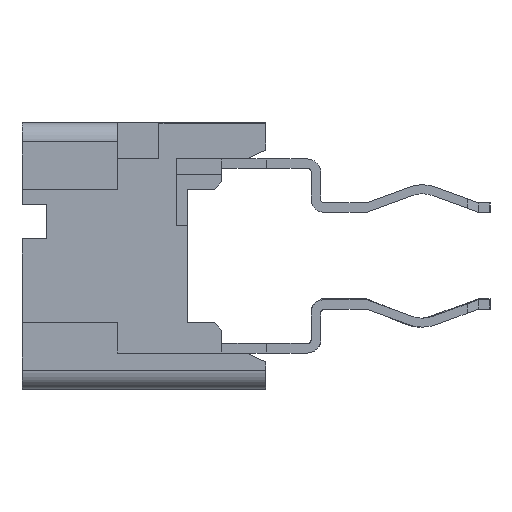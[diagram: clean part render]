
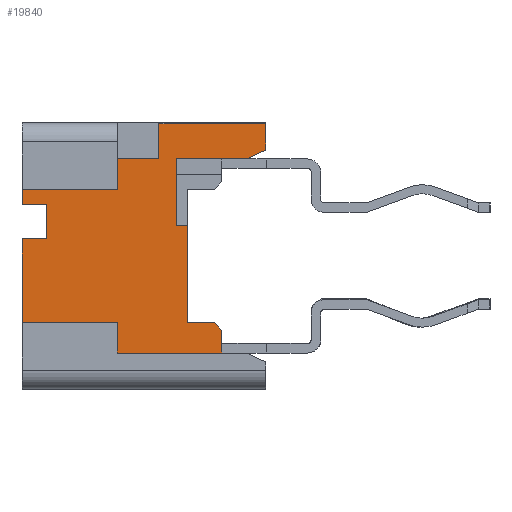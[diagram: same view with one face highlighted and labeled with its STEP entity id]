
A CAD part, left-side view. The second image highlights one B-rep face of the part: STEP entity #19840.
In plain terms, the highlighted planar face has unit normal (-1, 0, 0).
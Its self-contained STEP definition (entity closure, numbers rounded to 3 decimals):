
#27=DIRECTION('',(0.,0.,-1.));
#28=VECTOR('',#27,0.694);
#29=CARTESIAN_POINT('',(-12.335,0.,3.477));
#30=LINE('',#29,#28);
#89=DIRECTION('',(0.,1.,0.));
#90=VECTOR('',#89,0.7);
#91=CARTESIAN_POINT('',(-12.335,1.35,-1.75));
#92=LINE('',#91,#90);
#241=DIRECTION('',(0.,0.,1.));
#242=VECTOR('',#241,0.927);
#243=CARTESIAN_POINT('',(-12.335,2.8,2.55));
#244=LINE('',#243,#242);
#245=DIRECTION('',(0.,-1.,0.));
#246=VECTOR('',#245,2.8);
#247=CARTESIAN_POINT('',(-12.335,2.8,3.477));
#248=LINE('',#247,#246);
#249=DIRECTION('',(0.,0.,-1.));
#250=VECTOR('',#249,1.75);
#251=CARTESIAN_POINT('',(-12.335,2.35,2.55));
#252=LINE('',#251,#250);
#253=DIRECTION('',(0.,1.,0.));
#254=VECTOR('',#253,0.3);
#255=CARTESIAN_POINT('',(-12.335,2.05,0.8));
#256=LINE('',#255,#254);
#257=DIRECTION('',(0.,0.,-1.));
#258=VECTOR('',#257,2.55);
#259=CARTESIAN_POINT('',(-12.335,2.05,0.8));
#260=LINE('',#259,#258);
#261=DIRECTION('',(0.,-1.,0.));
#262=VECTOR('',#261,2.75);
#263=CARTESIAN_POINT('',(-12.335,3.9,-2.55));
#264=LINE('',#263,#262);
#265=DIRECTION('',(0.,0.,-1.));
#266=VECTOR('',#265,0.8);
#267=CARTESIAN_POINT('',(-12.335,3.9,-1.75));
#268=LINE('',#267,#266);
#269=DIRECTION('',(0.,1.,0.));
#270=VECTOR('',#269,2.5);
#271=CARTESIAN_POINT('',(-12.335,3.9,-1.75));
#272=LINE('',#271,#270);
#273=DIRECTION('',(0.,-1.,0.));
#274=VECTOR('',#273,0.65);
#275=CARTESIAN_POINT('',(-12.335,6.4,0.45));
#276=LINE('',#275,#274);
#277=DIRECTION('',(0.,0.,-1.));
#278=VECTOR('',#277,0.9);
#279=CARTESIAN_POINT('',(-12.335,5.75,1.35));
#280=LINE('',#279,#278);
#281=DIRECTION('',(0.,-1.,0.));
#282=VECTOR('',#281,0.65);
#283=CARTESIAN_POINT('',(-12.335,6.4,1.35));
#284=LINE('',#283,#282);
#285=DIRECTION('',(0.,-1.,0.));
#286=VECTOR('',#285,1.1);
#287=CARTESIAN_POINT('',(-12.335,3.9,2.55));
#288=LINE('',#287,#286);
#328=DIRECTION('',(0.,0.,-1.));
#329=VECTOR('',#328,0.8);
#330=CARTESIAN_POINT('',(-12.335,3.9,2.55));
#331=LINE('',#330,#329);
#624=DIRECTION('',(0.,0.,-1.));
#625=VECTOR('',#624,0.6);
#626=CARTESIAN_POINT('',(-12.335,1.15,-1.95));
#627=LINE('',#626,#625);
#836=DIRECTION('',(0.,-0.707,-0.707));
#837=VECTOR('',#836,0.283);
#838=CARTESIAN_POINT('',(-12.335,1.35,-1.75));
#839=LINE('',#838,#837);
#2639=DIRECTION('',(0.,1.,0.));
#2640=VECTOR('',#2639,2.5);
#2641=CARTESIAN_POINT('',(-12.335,3.9,1.75));
#2642=LINE('',#2641,#2640);
#2835=DIRECTION('',(0.,1.,0.));
#2836=VECTOR('',#2835,1.85);
#2837=CARTESIAN_POINT('',(-12.335,0.5,2.55));
#2838=LINE('',#2837,#2836);
#3821=DIRECTION('',(0.,0.906,-0.423));
#3822=VECTOR('',#3821,0.552);
#3823=CARTESIAN_POINT('',(-12.335,0.,2.783));
#3824=LINE('',#3823,#3822);
#3881=DIRECTION('',(0.,0.,1.));
#3882=VECTOR('',#3881,2.2);
#3883=CARTESIAN_POINT('',(-12.335,6.4,-1.75));
#3884=LINE('',#3883,#3882);
#3973=DIRECTION('',(0.,0.,1.));
#3974=VECTOR('',#3973,0.4);
#3975=CARTESIAN_POINT('',(-12.335,6.4,1.35));
#3976=LINE('',#3975,#3974);
#14867=CARTESIAN_POINT('',(-12.335,6.4,-1.75));
#14868=VERTEX_POINT('',#14867);
#14869=CARTESIAN_POINT('',(-12.335,6.4,1.75));
#14871=VERTEX_POINT('',#14869);
#14891=CARTESIAN_POINT('',(-12.335,6.4,0.45));
#14893=VERTEX_POINT('',#14891);
#14895=CARTESIAN_POINT('',(-12.335,6.4,1.35));
#14896=CARTESIAN_POINT('',(-12.335,5.75,1.35));
#14897=VERTEX_POINT('',#14895);
#14898=VERTEX_POINT('',#14896);
#14899=CARTESIAN_POINT('',(-12.335,5.75,0.45));
#14900=VERTEX_POINT('',#14899);
#15013=CARTESIAN_POINT('',(-12.335,3.9,-1.75));
#15014=VERTEX_POINT('',#15013);
#15015=CARTESIAN_POINT('',(-12.335,3.9,-2.55));
#15016=VERTEX_POINT('',#15015);
#15149=CARTESIAN_POINT('',(-12.335,2.05,0.8));
#15150=CARTESIAN_POINT('',(-12.335,2.05,-1.75));
#15151=VERTEX_POINT('',#15149);
#15152=VERTEX_POINT('',#15150);
#15411=CARTESIAN_POINT('',(-12.335,0.,3.477));
#15412=CARTESIAN_POINT('',(-12.335,0.,2.783));
#15413=VERTEX_POINT('',#15411);
#15414=VERTEX_POINT('',#15412);
#15443=CARTESIAN_POINT('',(-12.335,2.35,0.8));
#15444=VERTEX_POINT('',#15443);
#15451=CARTESIAN_POINT('',(-12.335,1.35,-1.75));
#15452=VERTEX_POINT('',#15451);
#15453=CARTESIAN_POINT('',(-12.335,1.15,-1.95));
#15454=VERTEX_POINT('',#15453);
#15455=CARTESIAN_POINT('',(-12.335,1.15,-2.55));
#15456=VERTEX_POINT('',#15455);
#15545=CARTESIAN_POINT('',(-12.335,3.9,2.55));
#15546=VERTEX_POINT('',#15545);
#15547=CARTESIAN_POINT('',(-12.335,2.8,2.55));
#15548=VERTEX_POINT('',#15547);
#15550=CARTESIAN_POINT('',(-12.335,3.9,1.75));
#15552=VERTEX_POINT('',#15550);
#15553=CARTESIAN_POINT('',(-12.335,0.5,2.55));
#15554=VERTEX_POINT('',#15553);
#15555=CARTESIAN_POINT('',(-12.335,2.35,2.55));
#15556=VERTEX_POINT('',#15555);
#15557=CARTESIAN_POINT('',(-12.335,2.8,3.477));
#15558=VERTEX_POINT('',#15557);
#19793=CARTESIAN_POINT('',(-12.335,0.,-1.75));
#19794=DIRECTION('',(-1.,0.,0.));
#19795=DIRECTION('',(0.,0.,1.));
#19796=AXIS2_PLACEMENT_3D('',#19793,#19794,#19795);
#19797=PLANE('',#19796);
#19799=ORIENTED_EDGE('',*,*,#19798,.T.);
#19801=ORIENTED_EDGE('',*,*,#19800,.T.);
#19802=ORIENTED_EDGE('',*,*,#19552,.T.);
#19804=ORIENTED_EDGE('',*,*,#19803,.T.);
#19806=ORIENTED_EDGE('',*,*,#19805,.T.);
#19808=ORIENTED_EDGE('',*,*,#19807,.T.);
#19810=ORIENTED_EDGE('',*,*,#19809,.F.);
#19812=ORIENTED_EDGE('',*,*,#19811,.T.);
#19813=ORIENTED_EDGE('',*,*,#19642,.F.);
#19815=ORIENTED_EDGE('',*,*,#19814,.T.);
#19817=ORIENTED_EDGE('',*,*,#19816,.T.);
#19819=ORIENTED_EDGE('',*,*,#19818,.F.);
#19820=ORIENTED_EDGE('',*,*,#19596,.F.);
#19821=ORIENTED_EDGE('',*,*,#19608,.T.);
#19823=ORIENTED_EDGE('',*,*,#19822,.T.);
#19825=ORIENTED_EDGE('',*,*,#19824,.T.);
#19827=ORIENTED_EDGE('',*,*,#19826,.F.);
#19829=ORIENTED_EDGE('',*,*,#19828,.F.);
#19831=ORIENTED_EDGE('',*,*,#19830,.T.);
#19833=ORIENTED_EDGE('',*,*,#19832,.F.);
#19835=ORIENTED_EDGE('',*,*,#19834,.F.);
#19837=ORIENTED_EDGE('',*,*,#19836,.T.);
#19838=EDGE_LOOP('',(#19799,#19801,#19802,#19804,#19806,#19808,#19810,#19812,
#19813,#19815,#19817,#19819,#19820,#19821,#19823,#19825,#19827,#19829,#19831,
#19833,#19835,#19837));
#19839=FACE_OUTER_BOUND('',#19838,.F.);
#19840=ADVANCED_FACE('',(#19839),#19797,.T.);
#19552=EDGE_CURVE('',#15413,#15414,#30,.T.);
#19596=EDGE_CURVE('',#15014,#15016,#268,.T.);
#19608=EDGE_CURVE('',#15014,#14868,#272,.T.);
#19642=EDGE_CURVE('',#15452,#15152,#92,.T.);
#19798=EDGE_CURVE('',#15548,#15558,#244,.T.);
#19800=EDGE_CURVE('',#15558,#15413,#248,.T.);
#19803=EDGE_CURVE('',#15414,#15554,#3824,.T.);
#19805=EDGE_CURVE('',#15554,#15556,#2838,.T.);
#19807=EDGE_CURVE('',#15556,#15444,#252,.T.);
#19809=EDGE_CURVE('',#15151,#15444,#256,.T.);
#19811=EDGE_CURVE('',#15151,#15152,#260,.T.);
#19814=EDGE_CURVE('',#15452,#15454,#839,.T.);
#19816=EDGE_CURVE('',#15454,#15456,#627,.T.);
#19818=EDGE_CURVE('',#15016,#15456,#264,.T.);
#19822=EDGE_CURVE('',#14868,#14893,#3884,.T.);
#19824=EDGE_CURVE('',#14893,#14900,#276,.T.);
#19826=EDGE_CURVE('',#14898,#14900,#280,.T.);
#19828=EDGE_CURVE('',#14897,#14898,#284,.T.);
#19830=EDGE_CURVE('',#14897,#14871,#3976,.T.);
#19832=EDGE_CURVE('',#15552,#14871,#2642,.T.);
#19834=EDGE_CURVE('',#15546,#15552,#331,.T.);
#19836=EDGE_CURVE('',#15546,#15548,#288,.T.);
